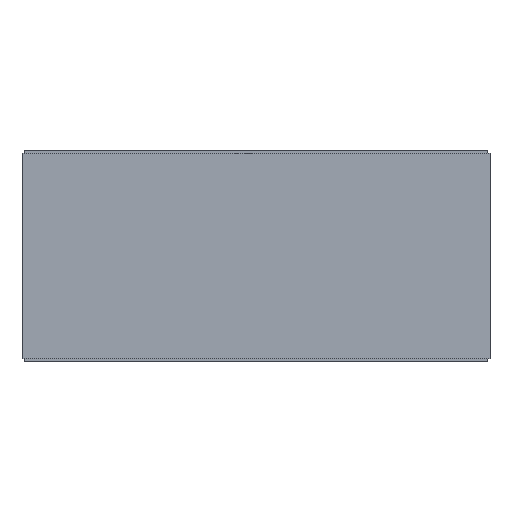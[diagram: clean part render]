
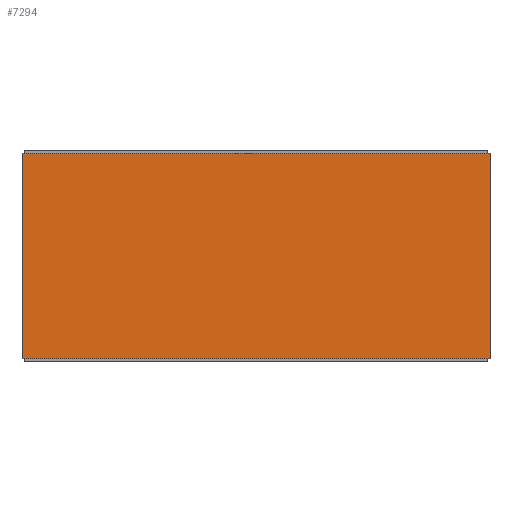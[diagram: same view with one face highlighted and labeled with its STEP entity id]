
A CAD part, top view. The second image highlights one B-rep face of the part: STEP entity #7294.
In plain terms, the highlighted planar face has unit normal (0, 0, 1).
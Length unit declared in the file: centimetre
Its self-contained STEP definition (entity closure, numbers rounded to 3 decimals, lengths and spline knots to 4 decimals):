
#520=FACE_OUTER_BOUND('',#926,.T.);
#926=EDGE_LOOP('',(#6562,#6563,#6564,#6565));
#1874=LINE('',#11645,#2830);
#1880=LINE('',#11656,#2836);
#1881=LINE('',#11659,#2837);
#1882=LINE('',#11660,#2838);
#2830=VECTOR('',#9569,1.);
#2836=VECTOR('',#9579,1.);
#2837=VECTOR('',#9582,1.);
#2838=VECTOR('',#9583,1.);
#3515=VERTEX_POINT('',#11642);
#3516=VERTEX_POINT('',#11644);
#3519=VERTEX_POINT('',#11654);
#3520=VERTEX_POINT('',#11658);
#4530=EDGE_CURVE('',#3516,#3515,#1874,.T.);
#4536=EDGE_CURVE('',#3519,#3515,#1880,.T.);
#4537=EDGE_CURVE('',#3519,#3520,#1881,.T.);
#4538=EDGE_CURVE('',#3520,#3516,#1882,.T.);
#6562=ORIENTED_EDGE('',*,*,#4530,.T.);
#6563=ORIENTED_EDGE('',*,*,#4536,.F.);
#6564=ORIENTED_EDGE('',*,*,#4537,.T.);
#6565=ORIENTED_EDGE('',*,*,#4538,.T.);
#6920=PLANE('',#7755);
#7294=ADVANCED_FACE('',(#520),#6920,.T.);
#7755=AXIS2_PLACEMENT_3D('',#11657,#9580,#9581);
#9569=DIRECTION('',(-1.,0.,0.));
#9579=DIRECTION('',(0.,1.,0.));
#9580=DIRECTION('center_axis',(0.,0.,1.));
#9581=DIRECTION('ref_axis',(0.,1.,0.));
#9582=DIRECTION('',(1.,0.,0.));
#9583=DIRECTION('',(0.,1.,0.));
#11642=CARTESIAN_POINT('',(-1.094,0.48,0.3025));
#11644=CARTESIAN_POINT('',(1.094,0.48,0.3025));
#11645=CARTESIAN_POINT('',(-1.094,0.48,0.3025));
#11654=CARTESIAN_POINT('',(-1.094,-0.48,0.3025));
#11656=CARTESIAN_POINT('',(-1.094,0.,0.3025));
#11657=CARTESIAN_POINT('Origin',(1.094,0.,0.3025));
#11658=CARTESIAN_POINT('',(1.094,-0.48,0.3025));
#11659=CARTESIAN_POINT('',(-1.094,-0.48,0.3025));
#11660=CARTESIAN_POINT('',(1.094,0.,0.3025));
